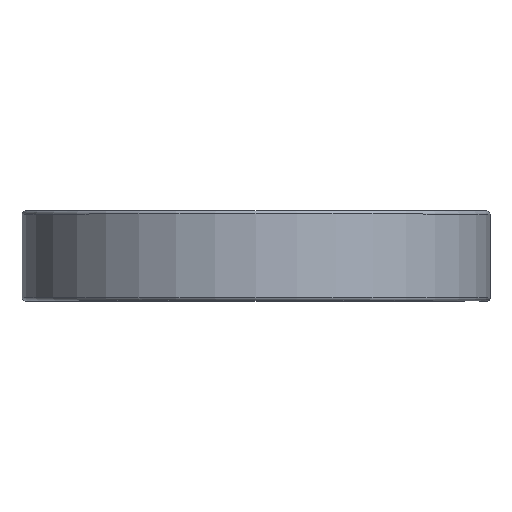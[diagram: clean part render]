
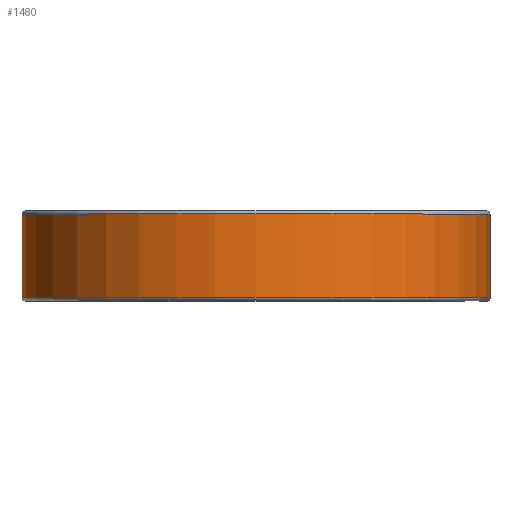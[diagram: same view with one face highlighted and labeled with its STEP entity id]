
A CAD part, top view. The second image highlights one B-rep face of the part: STEP entity #1480.
In plain terms, the highlighted cylindrical face has radius 53.607 mm (diameter 107.213 mm), a partial arc.
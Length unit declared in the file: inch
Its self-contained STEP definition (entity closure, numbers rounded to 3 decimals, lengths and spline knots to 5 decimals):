
#5 = EDGE_LOOP ( 'NONE', ( #373, #1652, #1329, #43 ) ) ;
#43 = ORIENTED_EDGE ( 'NONE', *, *, #1577, .F. ) ;
#240 = VERTEX_POINT ( 'NONE', #1789 ) ;
#356 = EDGE_CURVE ( 'NONE', #1917, #1913, #2325, .T. ) ;
#372 = AXIS2_PLACEMENT_3D ( 'NONE', #2102, #1031, #2314 ) ;
#373 = ORIENTED_EDGE ( 'NONE', *, *, #797, .T. ) ;
#408 = CARTESIAN_POINT ( 'NONE',  ( 0., 0.37625, -2.1105 ) ) ;
#443 = DIRECTION ( 'NONE',  ( 0., 1., 0. ) ) ;
#700 = CARTESIAN_POINT ( 'NONE',  ( 0., -0.37625, 0. ) ) ;
#707 = LINE ( 'NONE', #2445, #1318 ) ;
#797 = EDGE_CURVE ( 'NONE', #1872, #240, #707, .T. ) ;
#903 = DIRECTION ( 'NONE',  ( 0., 0., -1. ) ) ;
#1031 = DIRECTION ( 'NONE',  ( 0., -1., 0. ) ) ;
#1057 = DIRECTION ( 'NONE',  ( 0., 0., -1. ) ) ;
#1142 = VECTOR ( 'NONE', #443, 39.37008 ) ;
#1230 = AXIS2_PLACEMENT_3D ( 'NONE', #2121, #2328, #1057 ) ;
#1318 = VECTOR ( 'NONE', #1704, 39.37008 ) ;
#1329 = ORIENTED_EDGE ( 'NONE', *, *, #356, .F. ) ;
#1421 = CARTESIAN_POINT ( 'NONE',  ( 2.1105, -0.37625, 0. ) ) ;
#1480 = ADVANCED_FACE ( 'NONE', ( #2415 ), #2333, .T. ) ;
#1577 = EDGE_CURVE ( 'NONE', #1872, #1917, #2387, .T. ) ;
#1652 = ORIENTED_EDGE ( 'NONE', *, *, #1779, .T. ) ;
#1704 = DIRECTION ( 'NONE',  ( 0., 1., 0. ) ) ;
#1779 = EDGE_CURVE ( 'NONE', #240, #1913, #1979, .T. ) ;
#1789 = CARTESIAN_POINT ( 'NONE',  ( 2.1105, 0.37625, 0. ) ) ;
#1872 = VERTEX_POINT ( 'NONE', #1421 ) ;
#1913 = VERTEX_POINT ( 'NONE', #2156 ) ;
#1917 = VERTEX_POINT ( 'NONE', #2368 ) ;
#1979 = CIRCLE ( 'NONE', #372, 2.1105 ) ;
#1992 = DIRECTION ( 'NONE',  ( 0., -1., 0. ) ) ;
#2102 = CARTESIAN_POINT ( 'NONE',  ( 0., 0.37625, 0. ) ) ;
#2121 = CARTESIAN_POINT ( 'NONE',  ( 0., 0.375, 0. ) ) ;
#2156 = CARTESIAN_POINT ( 'NONE',  ( 0., 0.37625, -2.1105 ) ) ;
#2314 = DIRECTION ( 'NONE',  ( 0., 0., -1. ) ) ;
#2325 = LINE ( 'NONE', #408, #1142 ) ;
#2328 = DIRECTION ( 'NONE',  ( 0., -1., 0. ) ) ;
#2333 = CYLINDRICAL_SURFACE ( 'NONE', #1230, 2.1105 ) ;
#2368 = CARTESIAN_POINT ( 'NONE',  ( 0., -0.37625, -2.1105 ) ) ;
#2387 = CIRCLE ( 'NONE', #2466, 2.1105 ) ;
#2415 = FACE_OUTER_BOUND ( 'NONE', #5, .T. ) ;
#2445 = CARTESIAN_POINT ( 'NONE',  ( 2.1105, 0.37625, 0. ) ) ;
#2466 = AXIS2_PLACEMENT_3D ( 'NONE', #700, #1992, #903 ) ;
